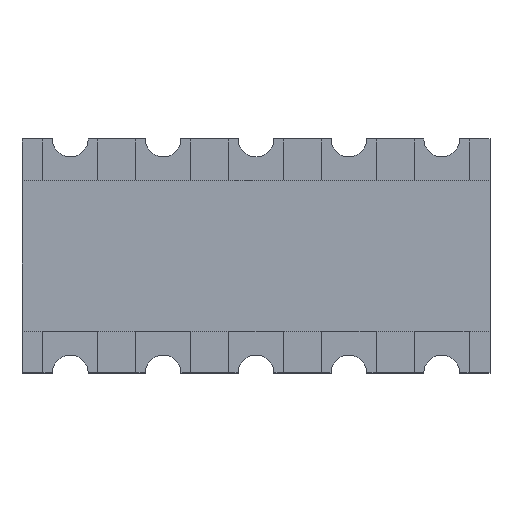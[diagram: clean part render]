
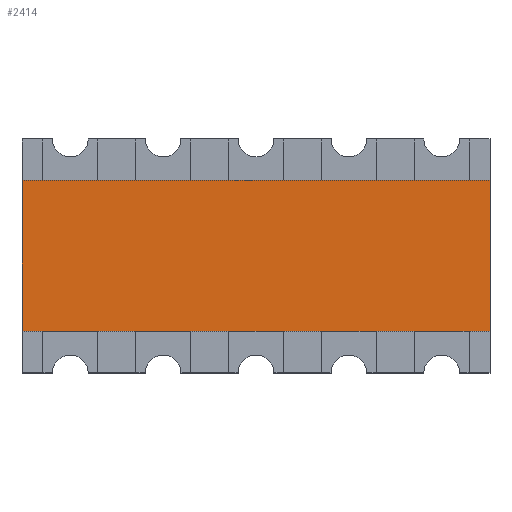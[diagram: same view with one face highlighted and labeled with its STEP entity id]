
A CAD part, top view. The second image highlights one B-rep face of the part: STEP entity #2414.
In plain terms, the highlighted planar face has unit normal (0, 0, 1).
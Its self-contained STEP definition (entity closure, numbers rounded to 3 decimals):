
#76 = DIRECTION ( 'NONE',  ( 0., 1., 0. ) ) ;
#276 = PLANE ( 'NONE',  #2053 ) ;
#469 = ORIENTED_EDGE ( 'NONE', *, *, #751, .T. ) ;
#699 = CARTESIAN_POINT ( 'NONE',  ( -3.2, -1.032, 0.6 ) ) ;
#751 = EDGE_CURVE ( 'NONE', #2152, #3292, #6458, .T. ) ;
#826 = CARTESIAN_POINT ( 'NONE',  ( 0., 0., 0.6 ) ) ;
#1267 = VERTEX_POINT ( 'NONE', #6709 ) ;
#1734 = ORIENTED_EDGE ( 'NONE', *, *, #2015, .T. ) ;
#1958 = VERTEX_POINT ( 'NONE', #699 ) ;
#2015 = EDGE_CURVE ( 'NONE', #1958, #2152, #7052, .T. ) ;
#2053 = AXIS2_PLACEMENT_3D ( 'NONE', #826, #5524, #4879 ) ;
#2152 = VERTEX_POINT ( 'NONE', #5546 ) ;
#2366 = LINE ( 'NONE', #5818, #3905 ) ;
#2414 = ADVANCED_FACE ( 'NONE', ( #2607 ), #276, .F. ) ;
#2607 = FACE_OUTER_BOUND ( 'NONE', #5331, .T. ) ;
#3043 = DIRECTION ( 'NONE',  ( 0., -1., 0. ) ) ;
#3185 = VECTOR ( 'NONE', #5895, 1000. ) ;
#3292 = VERTEX_POINT ( 'NONE', #6475 ) ;
#3759 = ORIENTED_EDGE ( 'NONE', *, *, #6728, .F. ) ;
#3905 = VECTOR ( 'NONE', #3043, 1000. ) ;
#4447 = VECTOR ( 'NONE', #76, 1000. ) ;
#4582 = EDGE_CURVE ( 'NONE', #1267, #1958, #2366, .T. ) ;
#4792 = CARTESIAN_POINT ( 'NONE',  ( 3.2, -1.6, 0.6 ) ) ;
#4863 = CARTESIAN_POINT ( 'NONE',  ( -3.2, -1.032, 0.6 ) ) ;
#4879 = DIRECTION ( 'NONE',  ( -1., 0., 0. ) ) ;
#5029 = DIRECTION ( 'NONE',  ( 1., 0., 0. ) ) ;
#5331 = EDGE_LOOP ( 'NONE', ( #1734, #469, #3759, #5614 ) ) ;
#5495 = LINE ( 'NONE', #7290, #5835 ) ;
#5524 = DIRECTION ( 'NONE',  ( 0., 0., -1. ) ) ;
#5546 = CARTESIAN_POINT ( 'NONE',  ( 3.2, -1.032, 0.6 ) ) ;
#5614 = ORIENTED_EDGE ( 'NONE', *, *, #4582, .T. ) ;
#5818 = CARTESIAN_POINT ( 'NONE',  ( -3.2, -1.6, 0.6 ) ) ;
#5835 = VECTOR ( 'NONE', #5029, 1000. ) ;
#5895 = DIRECTION ( 'NONE',  ( 1., 0., 0. ) ) ;
#6458 = LINE ( 'NONE', #4792, #4447 ) ;
#6475 = CARTESIAN_POINT ( 'NONE',  ( 3.2, 1.032, 0.6 ) ) ;
#6709 = CARTESIAN_POINT ( 'NONE',  ( -3.2, 1.032, 0.6 ) ) ;
#6728 = EDGE_CURVE ( 'NONE', #1267, #3292, #5495, .T. ) ;
#7052 = LINE ( 'NONE', #4863, #3185 ) ;
#7290 = CARTESIAN_POINT ( 'NONE',  ( -3.2, 1.032, 0.6 ) ) ;
